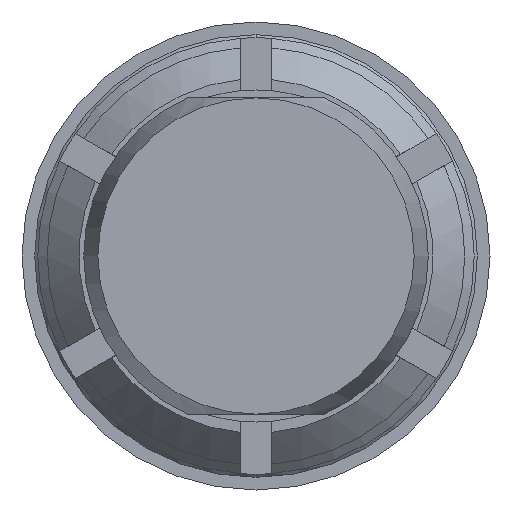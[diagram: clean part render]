
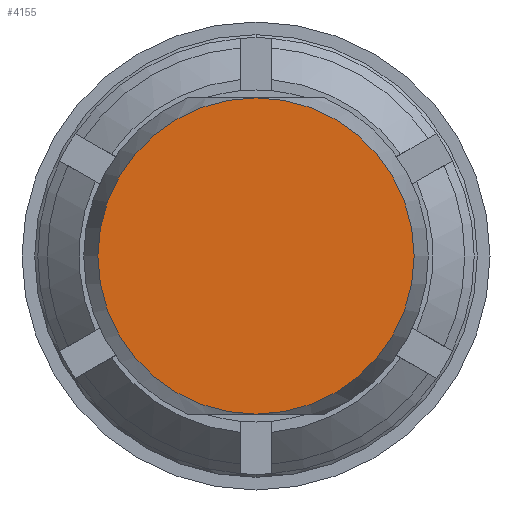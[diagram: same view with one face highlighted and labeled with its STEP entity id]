
A CAD part, front view. The second image highlights one B-rep face of the part: STEP entity #4155.
In plain terms, the highlighted planar face has unit normal (0, -1, 0).
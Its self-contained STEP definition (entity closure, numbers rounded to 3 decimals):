
#53 = CARTESIAN_POINT ( 'NONE',  ( 0., -22., 0. ) ) ;
#102 = AXIS2_PLACEMENT_3D ( 'NONE', #1388, #980, #1799 ) ;
#243 = VERTEX_POINT ( 'NONE', #1408 ) ;
#328 = AXIS2_PLACEMENT_3D ( 'NONE', #53, #3172, #2787 ) ;
#446 = VERTEX_POINT ( 'NONE', #4339 ) ;
#980 = DIRECTION ( 'NONE',  ( 0., 1., 0. ) ) ;
#1083 = FACE_OUTER_BOUND ( 'NONE', #3815, .T. ) ;
#1205 = CIRCLE ( 'NONE', #3123, 2.5 ) ;
#1331 = EDGE_CURVE ( 'NONE', #243, #446, #3789, .T. ) ;
#1388 = CARTESIAN_POINT ( 'NONE',  ( 0., -22., 0. ) ) ;
#1408 = CARTESIAN_POINT ( 'NONE',  ( 0., -22., 2.5 ) ) ;
#1799 = DIRECTION ( 'NONE',  ( 0., 0., 1. ) ) ;
#1819 = ORIENTED_EDGE ( 'NONE', *, *, #3139, .F. ) ;
#2068 = DIRECTION ( 'NONE',  ( 0., 0., 1. ) ) ;
#2141 = ORIENTED_EDGE ( 'NONE', *, *, #1331, .F. ) ;
#2196 = PLANE ( 'NONE',  #102 ) ;
#2787 = DIRECTION ( 'NONE',  ( 0., 0., 1. ) ) ;
#3123 = AXIS2_PLACEMENT_3D ( 'NONE', #4724, #3625, #2068 ) ;
#3139 = EDGE_CURVE ( 'NONE', #446, #243, #1205, .T. ) ;
#3172 = DIRECTION ( 'NONE',  ( 0., 1., 0. ) ) ;
#3625 = DIRECTION ( 'NONE',  ( 0., 1., 0. ) ) ;
#3789 = CIRCLE ( 'NONE', #328, 2.5 ) ;
#3815 = EDGE_LOOP ( 'NONE', ( #2141, #1819 ) ) ;
#4155 = ADVANCED_FACE ( 'NONE', ( #1083 ), #2196, .F. ) ;
#4339 = CARTESIAN_POINT ( 'NONE',  ( 0., -22., -2.5 ) ) ;
#4724 = CARTESIAN_POINT ( 'NONE',  ( 0., -22., 0. ) ) ;
